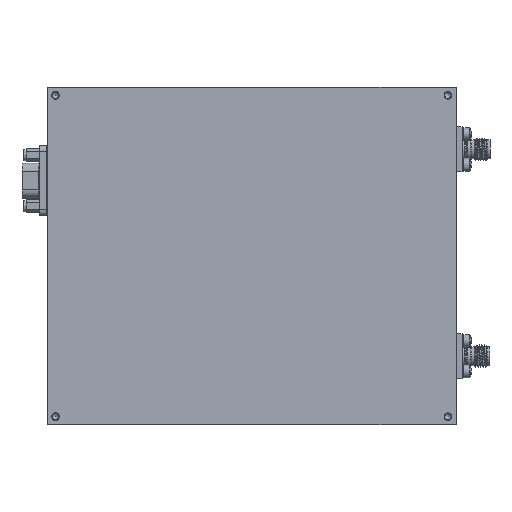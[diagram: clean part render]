
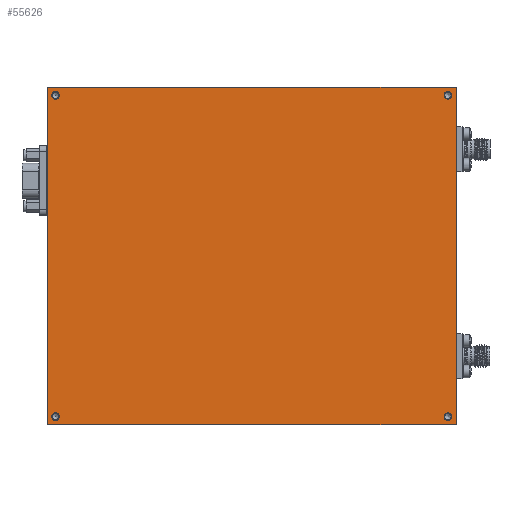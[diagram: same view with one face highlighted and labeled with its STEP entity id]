
A CAD part, front view. The second image highlights one B-rep face of the part: STEP entity #55626.
In plain terms, the highlighted planar face has unit normal (0, -1, 0).
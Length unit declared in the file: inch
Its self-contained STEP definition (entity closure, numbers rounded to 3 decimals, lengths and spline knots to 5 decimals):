
#150 = EDGE_CURVE ( 'NONE', #4206, #24703, #66530, .T. ) ;
#1043 = CARTESIAN_POINT ( 'NONE',  ( 0., 0., 0. ) ) ;
#1754 = DIRECTION ( 'NONE',  ( 0., -1., 0. ) ) ;
#2562 = CARTESIAN_POINT ( 'NONE',  ( 4.52756, 0., -3.74016 ) ) ;
#2757 = VERTEX_POINT ( 'NONE', #79243 ) ;
#4206 = VERTEX_POINT ( 'NONE', #29887 ) ;
#5058 = CARTESIAN_POINT ( 'NONE',  ( 0.09055, 0., -3.64961 ) ) ;
#5474 = VERTEX_POINT ( 'NONE', #13555 ) ;
#8012 = CARTESIAN_POINT ( 'NONE',  ( 4.43701, 0., -0.09055 ) ) ;
#8445 = DIRECTION ( 'NONE',  ( 0., 0., -1. ) ) ;
#9003 = DIRECTION ( 'NONE',  ( 1., 0., 0. ) ) ;
#9594 = CIRCLE ( 'NONE', #28172, 0.043 ) ;
#11026 = CARTESIAN_POINT ( 'NONE',  ( 0., 0., 0. ) ) ;
#11335 = CARTESIAN_POINT ( 'NONE',  ( 4.43701, 0., -3.69261 ) ) ;
#13007 = EDGE_CURVE ( 'NONE', #31886, #31886, #24572, .T. ) ;
#13167 = FACE_BOUND ( 'NONE', #37607, .T. ) ;
#13555 = CARTESIAN_POINT ( 'NONE',  ( 0.09055, 0., -0.13355 ) ) ;
#13976 = EDGE_LOOP ( 'NONE', ( #30380 ) ) ;
#15331 = DIRECTION ( 'NONE',  ( 0., 0., -1. ) ) ;
#15361 = CIRCLE ( 'NONE', #52577, 0.043 ) ;
#15495 = VECTOR ( 'NONE', #46588, 39.37008 ) ;
#17754 = VECTOR ( 'NONE', #34415, 39.37008 ) ;
#17935 = ORIENTED_EDGE ( 'NONE', *, *, #77889, .F. ) ;
#18863 = AXIS2_PLACEMENT_3D ( 'NONE', #28278, #42141, #15331 ) ;
#18944 = DIRECTION ( 'NONE',  ( 0., 0., -1. ) ) ;
#21203 = DIRECTION ( 'NONE',  ( 0., -1., 0. ) ) ;
#22668 = ORIENTED_EDGE ( 'NONE', *, *, #72390, .F. ) ;
#24572 = CIRCLE ( 'NONE', #18863, 0.043 ) ;
#24703 = VERTEX_POINT ( 'NONE', #87206 ) ;
#28172 = AXIS2_PLACEMENT_3D ( 'NONE', #8012, #1754, #8445 ) ;
#28278 = CARTESIAN_POINT ( 'NONE',  ( 4.43701, 0., -3.64961 ) ) ;
#29686 = EDGE_CURVE ( 'NONE', #5474, #5474, #72471, .T. ) ;
#29887 = CARTESIAN_POINT ( 'NONE',  ( 0., 0., -3.74016 ) ) ;
#30033 = CARTESIAN_POINT ( 'NONE',  ( 0., 0., 0. ) ) ;
#30380 = ORIENTED_EDGE ( 'NONE', *, *, #29686, .F. ) ;
#31778 = VERTEX_POINT ( 'NONE', #37624 ) ;
#31886 = VERTEX_POINT ( 'NONE', #11335 ) ;
#32251 = LINE ( 'NONE', #72562, #15495 ) ;
#34161 = EDGE_LOOP ( 'NONE', ( #58480, #47027, #38439, #17935 ) ) ;
#34415 = DIRECTION ( 'NONE',  ( 0., 0., -1. ) ) ;
#35261 = AXIS2_PLACEMENT_3D ( 'NONE', #67420, #82116, #55323 ) ;
#37607 = EDGE_LOOP ( 'NONE', ( #22668 ) ) ;
#37624 = CARTESIAN_POINT ( 'NONE',  ( 0.09055, 0., -3.69261 ) ) ;
#37631 = LINE ( 'NONE', #30033, #70249 ) ;
#38292 = DIRECTION ( 'NONE',  ( 0., 0., 1. ) ) ;
#38439 = ORIENTED_EDGE ( 'NONE', *, *, #46254, .F. ) ;
#39489 = EDGE_LOOP ( 'NONE', ( #66551 ) ) ;
#42141 = DIRECTION ( 'NONE',  ( 0., -1., 0. ) ) ;
#46254 = EDGE_CURVE ( 'NONE', #53401, #83257, #67608, .T. ) ;
#46318 = ORIENTED_EDGE ( 'NONE', *, *, #13007, .F. ) ;
#46588 = DIRECTION ( 'NONE',  ( -1., 0., 0. ) ) ;
#47027 = ORIENTED_EDGE ( 'NONE', *, *, #53299, .F. ) ;
#48347 = CARTESIAN_POINT ( 'NONE',  ( 4.52756, 0., 0. ) ) ;
#48947 = FACE_BOUND ( 'NONE', #39489, .T. ) ;
#52009 = CARTESIAN_POINT ( 'NONE',  ( 4.52756, 0., 0. ) ) ;
#52577 = AXIS2_PLACEMENT_3D ( 'NONE', #5058, #86017, #18944 ) ;
#53299 = EDGE_CURVE ( 'NONE', #83257, #4206, #32251, .T. ) ;
#53401 = VERTEX_POINT ( 'NONE', #52009 ) ;
#55323 = DIRECTION ( 'NONE',  ( 0., 0., -1. ) ) ;
#55626 = ADVANCED_FACE ( 'NONE', ( #13167, #56078, #48947, #68643, #61935 ), #61489, .T. ) ;
#56078 = FACE_BOUND ( 'NONE', #66976, .T. ) ;
#58480 = ORIENTED_EDGE ( 'NONE', *, *, #150, .F. ) ;
#61489 = PLANE ( 'NONE',  #68474 ) ;
#61935 = FACE_OUTER_BOUND ( 'NONE', #34161, .T. ) ;
#66530 = LINE ( 'NONE', #11026, #76695 ) ;
#66551 = ORIENTED_EDGE ( 'NONE', *, *, #71691, .F. ) ;
#66976 = EDGE_LOOP ( 'NONE', ( #46318 ) ) ;
#67420 = CARTESIAN_POINT ( 'NONE',  ( 0.09055, 0., -0.09055 ) ) ;
#67608 = LINE ( 'NONE', #48347, #17754 ) ;
#68474 = AXIS2_PLACEMENT_3D ( 'NONE', #1043, #21203, #75812 ) ;
#68643 = FACE_BOUND ( 'NONE', #13976, .T. ) ;
#70249 = VECTOR ( 'NONE', #9003, 39.37008 ) ;
#71691 = EDGE_CURVE ( 'NONE', #2757, #2757, #9594, .T. ) ;
#72390 = EDGE_CURVE ( 'NONE', #31778, #31778, #15361, .T. ) ;
#72471 = CIRCLE ( 'NONE', #35261, 0.043 ) ;
#72562 = CARTESIAN_POINT ( 'NONE',  ( 0., 0., -3.74016 ) ) ;
#75812 = DIRECTION ( 'NONE',  ( 0., 0., -1. ) ) ;
#76695 = VECTOR ( 'NONE', #38292, 39.37008 ) ;
#77889 = EDGE_CURVE ( 'NONE', #24703, #53401, #37631, .T. ) ;
#79243 = CARTESIAN_POINT ( 'NONE',  ( 4.43701, 0., -0.13355 ) ) ;
#82116 = DIRECTION ( 'NONE',  ( 0., -1., 0. ) ) ;
#83257 = VERTEX_POINT ( 'NONE', #2562 ) ;
#86017 = DIRECTION ( 'NONE',  ( 0., -1., 0. ) ) ;
#87206 = CARTESIAN_POINT ( 'NONE',  ( 0., 0., 0. ) ) ;
